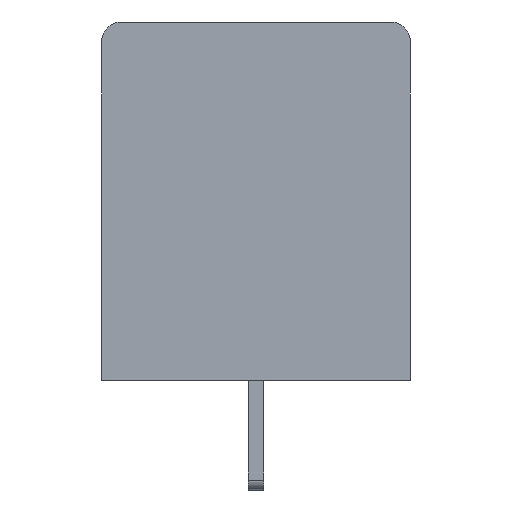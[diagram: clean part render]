
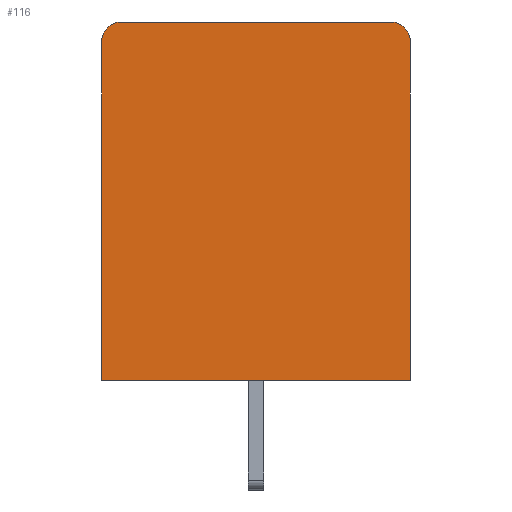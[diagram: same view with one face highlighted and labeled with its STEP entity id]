
A CAD part, left-side view. The second image highlights one B-rep face of the part: STEP entity #116.
In plain terms, the highlighted planar face has unit normal (-1, 0, 0).
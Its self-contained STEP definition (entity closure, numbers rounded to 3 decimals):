
#116 = ADVANCED_FACE ( 'NONE', ( #4201 ), #4281, .F. ) ;
#149 = AXIS2_PLACEMENT_3D ( 'NONE', #3634, #4881, #2472 ) ;
#200 = VERTEX_POINT ( 'NONE', #1185 ) ;
#296 = AXIS2_PLACEMENT_3D ( 'NONE', #1452, #1345, #4697 ) ;
#315 = VECTOR ( 'NONE', #1724, 1000. ) ;
#334 = DIRECTION ( 'NONE',  ( 0., 0., -1. ) ) ;
#351 = ORIENTED_EDGE ( 'NONE', *, *, #2666, .T. ) ;
#399 = ORIENTED_EDGE ( 'NONE', *, *, #2148, .T. ) ;
#445 = CARTESIAN_POINT ( 'NONE',  ( 0., -7.75, 17. ) ) ;
#537 = EDGE_CURVE ( 'NONE', #3681, #200, #2288, .T. ) ;
#652 = ORIENTED_EDGE ( 'NONE', *, *, #4441, .F. ) ;
#822 = LINE ( 'NONE', #1674, #4669 ) ;
#930 = VECTOR ( 'NONE', #4259, 1000. ) ;
#953 = VERTEX_POINT ( 'NONE', #445 ) ;
#1002 = LINE ( 'NONE', #2638, #930 ) ;
#1040 = VERTEX_POINT ( 'NONE', #3609 ) ;
#1185 = CARTESIAN_POINT ( 'NONE',  ( 0., -7.75, 0. ) ) ;
#1345 = DIRECTION ( 'NONE',  ( 1., 0., 0. ) ) ;
#1452 = CARTESIAN_POINT ( 'NONE',  ( 0., -7.75, 18. ) ) ;
#1459 = CARTESIAN_POINT ( 'NONE',  ( 0., 7.75, 17. ) ) ;
#1674 = CARTESIAN_POINT ( 'NONE',  ( 0., -7.75, 18. ) ) ;
#1724 = DIRECTION ( 'NONE',  ( 0., 0., -1. ) ) ;
#1782 = LINE ( 'NONE', #3003, #315 ) ;
#1814 = ORIENTED_EDGE ( 'NONE', *, *, #537, .T. ) ;
#2148 = EDGE_CURVE ( 'NONE', #953, #2604, #3456, .T. ) ;
#2157 = EDGE_CURVE ( 'NONE', #1040, #4104, #2441, .T. ) ;
#2288 = LINE ( 'NONE', #2737, #3198 ) ;
#2295 = CARTESIAN_POINT ( 'NONE',  ( 0., -6.75, 18. ) ) ;
#2390 = CARTESIAN_POINT ( 'NONE',  ( 0., -6.75, 17. ) ) ;
#2441 = CIRCLE ( 'NONE', #149, 1. ) ;
#2472 = DIRECTION ( 'NONE',  ( 0., 0., -1. ) ) ;
#2507 = DIRECTION ( 'NONE',  ( 0., 0., -1. ) ) ;
#2533 = AXIS2_PLACEMENT_3D ( 'NONE', #2390, #4801, #334 ) ;
#2604 = VERTEX_POINT ( 'NONE', #2295 ) ;
#2638 = CARTESIAN_POINT ( 'NONE',  ( 0., -7.75, 18. ) ) ;
#2666 = EDGE_CURVE ( 'NONE', #4104, #3681, #1782, .T. ) ;
#2737 = CARTESIAN_POINT ( 'NONE',  ( 0., -7.75, 0. ) ) ;
#2852 = ORIENTED_EDGE ( 'NONE', *, *, #3606, .F. ) ;
#3003 = CARTESIAN_POINT ( 'NONE',  ( 0., 7.75, 18. ) ) ;
#3198 = VECTOR ( 'NONE', #3458, 1000. ) ;
#3305 = CARTESIAN_POINT ( 'NONE',  ( 0., 7.75, 0. ) ) ;
#3456 = CIRCLE ( 'NONE', #2533, 1. ) ;
#3458 = DIRECTION ( 'NONE',  ( 0., -1., 0. ) ) ;
#3489 = ORIENTED_EDGE ( 'NONE', *, *, #2157, .T. ) ;
#3606 = EDGE_CURVE ( 'NONE', #953, #200, #822, .T. ) ;
#3609 = CARTESIAN_POINT ( 'NONE',  ( 0., 6.75, 18. ) ) ;
#3633 = EDGE_LOOP ( 'NONE', ( #652, #3489, #351, #1814, #2852, #399 ) ) ;
#3634 = CARTESIAN_POINT ( 'NONE',  ( 0., 6.75, 17. ) ) ;
#3681 = VERTEX_POINT ( 'NONE', #3305 ) ;
#4104 = VERTEX_POINT ( 'NONE', #1459 ) ;
#4201 = FACE_OUTER_BOUND ( 'NONE', #3633, .T. ) ;
#4259 = DIRECTION ( 'NONE',  ( 0., -1., 0. ) ) ;
#4281 = PLANE ( 'NONE',  #296 ) ;
#4441 = EDGE_CURVE ( 'NONE', #1040, #2604, #1002, .T. ) ;
#4669 = VECTOR ( 'NONE', #2507, 1000. ) ;
#4697 = DIRECTION ( 'NONE',  ( 0., 0., -1. ) ) ;
#4801 = DIRECTION ( 'NONE',  ( -1., 0., 0. ) ) ;
#4881 = DIRECTION ( 'NONE',  ( -1., 0., 0. ) ) ;
